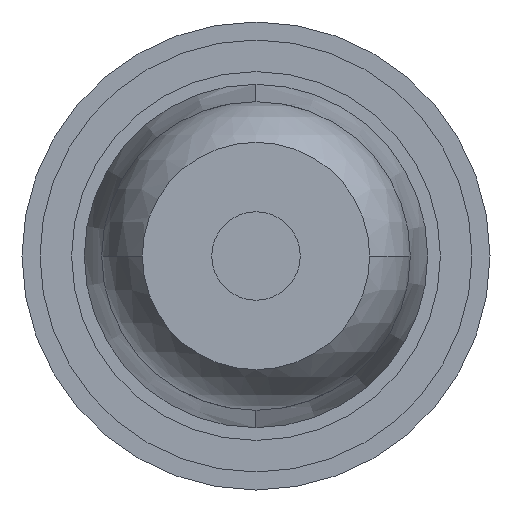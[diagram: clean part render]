
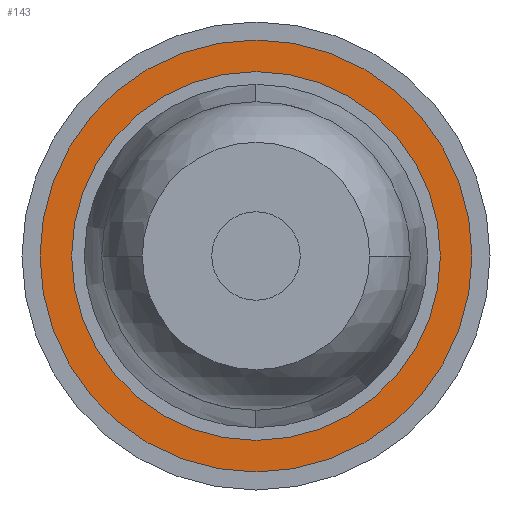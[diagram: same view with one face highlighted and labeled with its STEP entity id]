
A CAD part, left-side view. The second image highlights one B-rep face of the part: STEP entity #143.
In plain terms, the highlighted planar face has unit normal (-1, 0, 0).
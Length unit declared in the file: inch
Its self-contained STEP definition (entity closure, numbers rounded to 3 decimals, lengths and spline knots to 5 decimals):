
#7 = CARTESIAN_POINT ( 'NONE',  ( 0.209, 0., 0.01708 ) ) ;
#16 = FACE_BOUND ( 'NONE', #646, .T. ) ;
#19 = CARTESIAN_POINT ( 'NONE',  ( 0.209, 0., 0. ) ) ;
#26 = DIRECTION ( 'NONE',  ( -1., 0., 0. ) ) ;
#31 = DIRECTION ( 'NONE',  ( 0., 0., 1. ) ) ;
#34 = EDGE_CURVE ( 'NONE', #655, #569, #125, .T. ) ;
#37 = EDGE_CURVE ( 'NONE', #282, #434, #203, .T. ) ;
#62 = CARTESIAN_POINT ( 'NONE',  ( 0.209, 0., 0.01223 ) ) ;
#85 = AXIS2_PLACEMENT_3D ( 'NONE', #335, #542, #555 ) ;
#122 = CARTESIAN_POINT ( 'NONE',  ( 0.209, 0., 0. ) ) ;
#123 = CARTESIAN_POINT ( 'NONE',  ( 0.209, 0., -0.01223 ) ) ;
#125 = CIRCLE ( 'NONE', #265, 0.01708 ) ;
#129 = DIRECTION ( 'NONE',  ( 0., 0., 1. ) ) ;
#135 = DIRECTION ( 'NONE',  ( 0., 0., 1. ) ) ;
#143 = ADVANCED_FACE ( 'NONE', ( #16, #317 ), #432, .F. ) ;
#156 = CARTESIAN_POINT ( 'NONE',  ( 0.209, 0., 0. ) ) ;
#166 = DIRECTION ( 'NONE',  ( -1., 0., 0. ) ) ;
#167 = AXIS2_PLACEMENT_3D ( 'NONE', #411, #436, #600 ) ;
#203 = CIRCLE ( 'NONE', #262, 0.01223 ) ;
#233 = ORIENTED_EDGE ( 'NONE', *, *, #642, .T. ) ;
#262 = AXIS2_PLACEMENT_3D ( 'NONE', #122, #166, #135 ) ;
#265 = AXIS2_PLACEMENT_3D ( 'NONE', #156, #637, #129 ) ;
#282 = VERTEX_POINT ( 'NONE', #62 ) ;
#283 = CARTESIAN_POINT ( 'NONE',  ( 0.209, 0., -0.01708 ) ) ;
#317 = FACE_OUTER_BOUND ( 'NONE', #539, .T. ) ;
#331 = CIRCLE ( 'NONE', #85, 0.01223 ) ;
#335 = CARTESIAN_POINT ( 'NONE',  ( 0.209, 0., 0. ) ) ;
#381 = EDGE_CURVE ( 'NONE', #434, #282, #331, .T. ) ;
#411 = CARTESIAN_POINT ( 'NONE',  ( 0.209, 0.01223, 0. ) ) ;
#431 = ORIENTED_EDGE ( 'NONE', *, *, #37, .F. ) ;
#432 = PLANE ( 'NONE',  #167 ) ;
#434 = VERTEX_POINT ( 'NONE', #123 ) ;
#436 = DIRECTION ( 'NONE',  ( 1., 0., 0. ) ) ;
#515 = ORIENTED_EDGE ( 'NONE', *, *, #34, .T. ) ;
#539 = EDGE_LOOP ( 'NONE', ( #515, #233 ) ) ;
#540 = CIRCLE ( 'NONE', #579, 0.01708 ) ;
#542 = DIRECTION ( 'NONE',  ( -1., 0., 0. ) ) ;
#555 = DIRECTION ( 'NONE',  ( 0., 0., 1. ) ) ;
#569 = VERTEX_POINT ( 'NONE', #283 ) ;
#579 = AXIS2_PLACEMENT_3D ( 'NONE', #19, #26, #31 ) ;
#600 = DIRECTION ( 'NONE',  ( 0., 0., -1. ) ) ;
#637 = DIRECTION ( 'NONE',  ( -1., 0., 0. ) ) ;
#642 = EDGE_CURVE ( 'NONE', #569, #655, #540, .T. ) ;
#643 = ORIENTED_EDGE ( 'NONE', *, *, #381, .F. ) ;
#646 = EDGE_LOOP ( 'NONE', ( #431, #643 ) ) ;
#655 = VERTEX_POINT ( 'NONE', #7 ) ;
